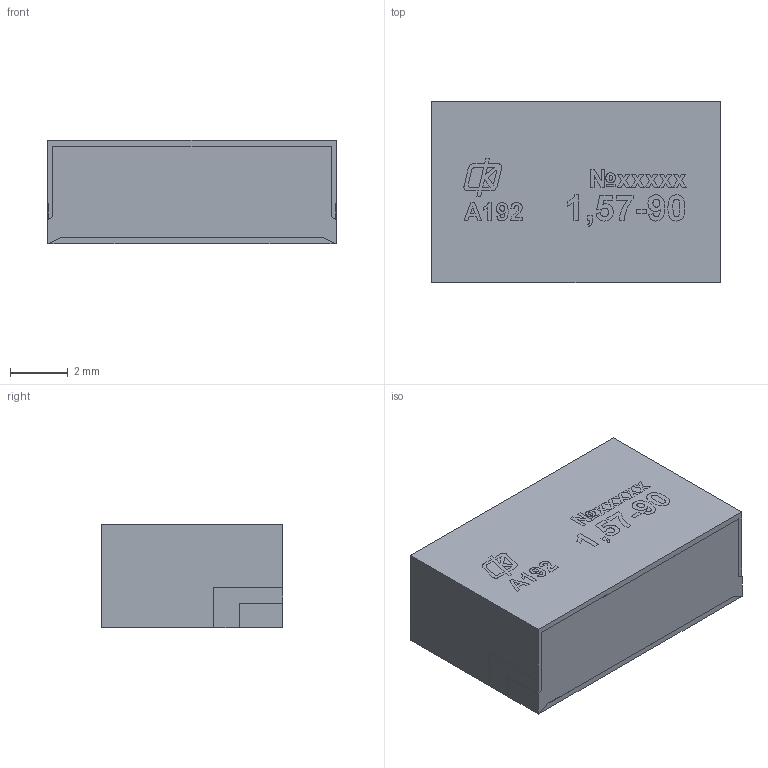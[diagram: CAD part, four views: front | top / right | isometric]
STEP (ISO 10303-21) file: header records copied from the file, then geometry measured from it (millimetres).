
FILE_DESCRIPTION(('STEP AP203'), '1');
FILE_NAME('ÍØÁÀ.434834.010-30_Ôèëüòð ÔÊÏ1-210-30-1,57-90', '', ('UNSPECIFIED'), ('UNSPECIFIED'), 'ASCON STEP Converter 1.6', 'ASCON Math Kernel', '');
FILE_SCHEMA(('CONFIG_CONTROL_DESIGN'));
Length unit declared in the file: millimetre
Products named in the file (1): НШБА.434834.010-30_Фильтр ФКП1-210-30-1,57-90
Bounding box: 10 x 6.3 x 3.6 mm (x, y, z)
Volume: 226.8 mm3; surface area: 243.4 mm2
Topology: 1 solids, 1 shells, 291 faces, 776 edges, 516 vertices
Faces by surface type: plane 213, bspline 71, cylinder 7
Entity records: 18414 total; most frequent: CARTESIAN_POINT 9374, ORIENTED_EDGE 1552, DIRECTION 1033, EDGE_CURVE 776, LINE 563, VECTOR 563, VERTEX_POINT 516, FACE_BOUND 320
